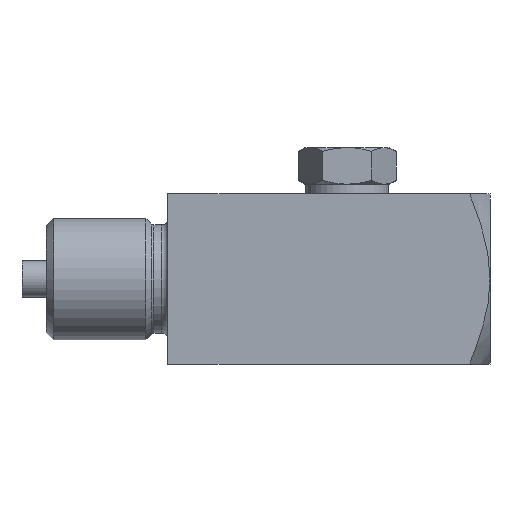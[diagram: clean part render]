
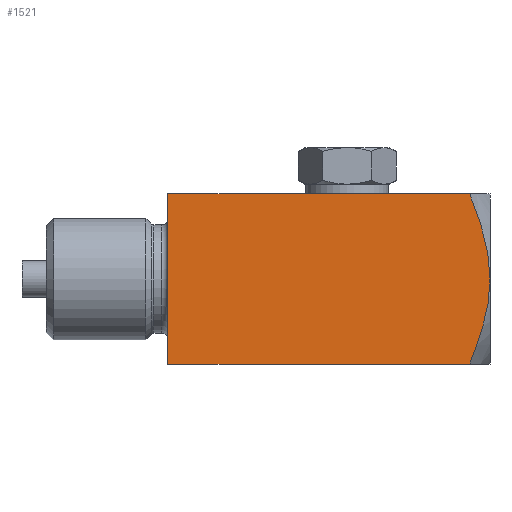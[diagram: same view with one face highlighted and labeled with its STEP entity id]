
A CAD part, top view. The second image highlights one B-rep face of the part: STEP entity #1521.
In plain terms, the highlighted planar face has unit normal (0, 0, 1).
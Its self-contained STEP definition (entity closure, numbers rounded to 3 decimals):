
#1521=ADVANCED_FACE('',(#2048),#2050,.T.);
#2048=FACE_OUTER_BOUND('',#2049,.T.);
#2049=EDGE_LOOP('',(#3536,#3537,#3538,#3539,#3540));
#2050=PLANE('',#2051);
#2051=AXIS2_PLACEMENT_3D('',#2052,#2053,#2054);
#2052=CARTESIAN_POINT('',(0.,0.,28.));
#2053=DIRECTION('',(0.,0.,1.));
#2054=DIRECTION('',(1.,0.,0.));
#3536=ORIENTED_EDGE('',*,*,#4300,.T.);
#3537=ORIENTED_EDGE('',*,*,#4294,.T.);
#3538=ORIENTED_EDGE('',*,*,#4310,.T.);
#3539=ORIENTED_EDGE('',*,*,#4311,.T.);
#3540=ORIENTED_EDGE('',*,*,#4312,.T.);
#4294=EDGE_CURVE('',#4767,#4774,#4776,.T.);
#4300=EDGE_CURVE('',#4785,#4767,#4786,.T.);
#4310=EDGE_CURVE('',#4774,#4800,#4802,.T.);
#4311=EDGE_CURVE('',#4800,#4803,#4804,.T.);
#4312=EDGE_CURVE('',#4803,#4785,#4805,.T.);
#4767=VERTEX_POINT('',#6076);
#4774=VERTEX_POINT('',#6166);
#4776=LINE('',#6170,#6171);
#4785=VERTEX_POINT('',#6194);
#4786=B_SPLINE_CURVE_WITH_KNOTS('',3,
(#6195,#6196,#6197,#6198,#6199,#6200,#6201,#6202,#6203,#6204,#6205,#6206,#6207,#6208,
#6209,#6210,#6211,#6212,#6213,#6214,#6215,#6216,#6217,#6218,#6219,#6220,#6221,#6222,
#6223,#6224,#6225,#6226,#6227,#6228,#6229),
.UNSPECIFIED.,.F.,.F.,
(4,1,1,1,1,1,1,1,1,1,1,1,1,1,1,1,1,1,1,1,1,1,1,1,1,1,1,1,1,1,1,1,4),
(0.,0.027,0.054,0.081,0.109,0.136,
0.164,0.193,0.221,0.25,0.279,
0.308,0.338,0.368,0.399,0.43,
0.461,0.493,0.525,0.558,0.59,
0.624,0.657,0.691,0.725,0.759,
0.793,0.827,0.861,0.896,0.931,
0.965,1.),
.UNSPECIFIED.);
#4800=VERTEX_POINT('',#6340);
#4802=LINE('',#6344,#6345);
#4803=VERTEX_POINT('',#6347);
#4804=LINE('',#6348,#6349);
#4805=B_SPLINE_CURVE_WITH_KNOTS('',3,
(#6351,#6352,#6353,#6354,#6355,#6356,#6357,#6358,#6359,#6360,#6361,#6362,#6363,#6364,
#6365,#6366,#6367,#6368,#6369,#6370,#6371,#6372,#6373,#6374,#6375,#6376,#6377,#6378,
#6379,#6380,#6381,#6382,#6383,#6384,#6385,#6386,#6387,#6388,#6389,#6390,#6391,#6392),
.UNSPECIFIED.,.F.,.F.,
(4,1,1,1,1,1,1,1,1,1,1,1,1,1,1,1,1,1,1,1,1,1,1,1,1,1,1,1,1,1,1,1,1,1,1,1,1,1,1,4),
(0.,0.028,0.05,0.067,0.085,
0.103,0.121,0.141,0.16,0.18,
0.201,0.224,0.247,0.271,0.296,
0.323,0.349,0.377,0.406,0.435,
0.464,0.495,0.525,0.555,0.586,
0.616,0.646,0.675,0.704,0.733,
0.761,0.789,0.817,0.844,0.871,
0.897,0.923,0.949,0.975,1.),
.UNSPECIFIED.);
#6076=CARTESIAN_POINT('',(35.152,14.,28.));
#6166=CARTESIAN_POINT('',(-14.5,14.,28.));
#6170=CARTESIAN_POINT('',(35.152,14.,28.));
#6171=VECTOR('',#6172,1.);
#6172=DIRECTION('',(-1.,0.,0.));
#6194=CARTESIAN_POINT('',(38.5,0.,28.));
#6195=CARTESIAN_POINT('',(38.5,0.,28.));
#6196=CARTESIAN_POINT('',(38.5,0.131,28.));
#6197=CARTESIAN_POINT('',(38.498,0.392,28.));
#6198=CARTESIAN_POINT('',(38.488,0.785,28.));
#6199=CARTESIAN_POINT('',(38.472,1.18,28.));
#6200=CARTESIAN_POINT('',(38.45,1.577,28.));
#6201=CARTESIAN_POINT('',(38.421,1.977,28.));
#6202=CARTESIAN_POINT('',(38.385,2.381,28.));
#6203=CARTESIAN_POINT('',(38.342,2.789,28.));
#6204=CARTESIAN_POINT('',(38.293,3.198,28.));
#6205=CARTESIAN_POINT('',(38.237,3.611,28.));
#6206=CARTESIAN_POINT('',(38.174,4.025,28.));
#6207=CARTESIAN_POINT('',(38.103,4.445,28.));
#6208=CARTESIAN_POINT('',(38.026,4.869,28.));
#6209=CARTESIAN_POINT('',(37.942,5.298,28.));
#6210=CARTESIAN_POINT('',(37.85,5.732,28.));
#6211=CARTESIAN_POINT('',(37.751,6.171,28.));
#6212=CARTESIAN_POINT('',(37.645,6.613,28.));
#6213=CARTESIAN_POINT('',(37.531,7.06,28.));
#6214=CARTESIAN_POINT('',(37.412,7.508,28.));
#6215=CARTESIAN_POINT('',(37.285,7.962,28.));
#6216=CARTESIAN_POINT('',(37.152,8.418,28.));
#6217=CARTESIAN_POINT('',(37.013,8.878,28.));
#6218=CARTESIAN_POINT('',(36.867,9.339,28.));
#6219=CARTESIAN_POINT('',(36.716,9.804,28.));
#6220=CARTESIAN_POINT('',(36.559,10.269,28.));
#6221=CARTESIAN_POINT('',(36.398,10.735,28.));
#6222=CARTESIAN_POINT('',(36.232,11.201,28.));
#6223=CARTESIAN_POINT('',(36.062,11.667,28.));
#6224=CARTESIAN_POINT('',(35.887,12.134,28.));
#6225=CARTESIAN_POINT('',(35.709,12.601,28.));
#6226=CARTESIAN_POINT('',(35.527,13.067,28.));
#6227=CARTESIAN_POINT('',(35.341,13.534,28.));
#6228=CARTESIAN_POINT('',(35.215,13.845,28.));
#6229=CARTESIAN_POINT('',(35.152,14.,28.));
#6340=CARTESIAN_POINT('',(-14.5,-14.,28.));
#6344=CARTESIAN_POINT('',(-14.5,14.,28.));
#6345=VECTOR('',#6346,1.);
#6346=DIRECTION('',(0.,-1.,0.));
#6347=CARTESIAN_POINT('',(35.152,-14.,28.));
#6348=CARTESIAN_POINT('',(-14.5,-14.,28.));
#6349=VECTOR('',#6350,1.);
#6350=DIRECTION('',(1.,0.,0.));
#6351=CARTESIAN_POINT('',(35.152,-14.,28.));
#6352=CARTESIAN_POINT('',(35.202,-13.877,28.));
#6353=CARTESIAN_POINT('',(35.293,-13.653,28.));
#6354=CARTESIAN_POINT('',(35.414,-13.352,28.));
#6355=CARTESIAN_POINT('',(35.515,-13.095,28.));
#6356=CARTESIAN_POINT('',(35.609,-12.857,28.));
#6357=CARTESIAN_POINT('',(35.703,-12.614,28.));
#6358=CARTESIAN_POINT('',(35.8,-12.362,28.));
#6359=CARTESIAN_POINT('',(35.898,-12.105,28.));
#6360=CARTESIAN_POINT('',(35.998,-11.839,28.));
#6361=CARTESIAN_POINT('',(36.1,-11.564,28.));
#6362=CARTESIAN_POINT('',(36.205,-11.274,28.));
#6363=CARTESIAN_POINT('',(36.314,-10.973,28.));
#6364=CARTESIAN_POINT('',(36.426,-10.655,28.));
#6365=CARTESIAN_POINT('',(36.54,-10.324,28.));
#6366=CARTESIAN_POINT('',(36.658,-9.977,28.));
#6367=CARTESIAN_POINT('',(36.777,-9.617,28.));
#6368=CARTESIAN_POINT('',(36.897,-9.245,28.));
#6369=CARTESIAN_POINT('',(37.017,-8.863,28.));
#6370=CARTESIAN_POINT('',(37.137,-8.468,28.));
#6371=CARTESIAN_POINT('',(37.256,-8.064,28.));
#6372=CARTESIAN_POINT('',(37.372,-7.651,28.));
#6373=CARTESIAN_POINT('',(37.486,-7.232,28.));
#6374=CARTESIAN_POINT('',(37.596,-6.807,28.));
#6375=CARTESIAN_POINT('',(37.701,-6.379,28.));
#6376=CARTESIAN_POINT('',(37.801,-5.951,28.));
#6377=CARTESIAN_POINT('',(37.895,-5.524,28.));
#6378=CARTESIAN_POINT('',(37.981,-5.101,28.));
#6379=CARTESIAN_POINT('',(38.061,-4.681,28.));
#6380=CARTESIAN_POINT('',(38.134,-4.266,28.));
#6381=CARTESIAN_POINT('',(38.2,-3.856,28.));
#6382=CARTESIAN_POINT('',(38.259,-3.451,28.));
#6383=CARTESIAN_POINT('',(38.311,-3.05,28.));
#6384=CARTESIAN_POINT('',(38.357,-2.652,28.));
#6385=CARTESIAN_POINT('',(38.396,-2.259,28.));
#6386=CARTESIAN_POINT('',(38.429,-1.872,28.));
#6387=CARTESIAN_POINT('',(38.455,-1.49,28.));
#6388=CARTESIAN_POINT('',(38.475,-1.114,28.));
#6389=CARTESIAN_POINT('',(38.49,-0.74,28.));
#6390=CARTESIAN_POINT('',(38.498,-0.37,28.));
#6391=CARTESIAN_POINT('',(38.5,-0.123,28.));
#6392=CARTESIAN_POINT('',(38.5,0.,28.));
